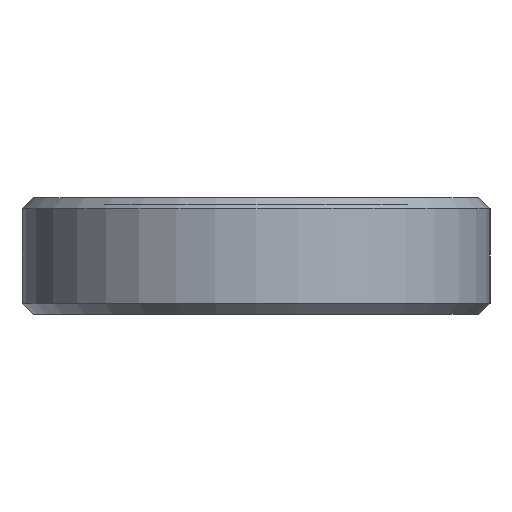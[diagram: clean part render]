
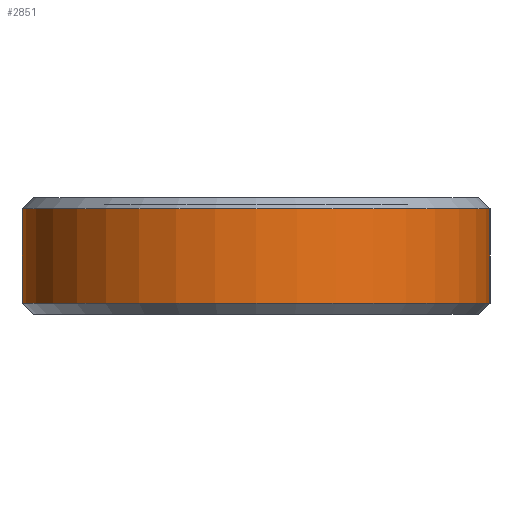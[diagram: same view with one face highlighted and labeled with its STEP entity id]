
A CAD part, left-side view. The second image highlights one B-rep face of the part: STEP entity #2851.
In plain terms, the highlighted cylindrical face has radius 6.25 mm (diameter 12.5 mm), a partial arc.
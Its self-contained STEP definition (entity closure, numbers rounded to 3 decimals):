
#45 = CONICAL_SURFACE('',#46,6.25,0.785);
#46 = AXIS2_PLACEMENT_3D('',#47,#48,#49);
#47 = CARTESIAN_POINT('',(0.,0.,0.3));
#48 = DIRECTION('',(0.,0.,1.));
#49 = DIRECTION('',(0.,1.,0.));
#1043 = VERTEX_POINT('',#1044);
#1044 = CARTESIAN_POINT('',(0.,6.25,0.3));
#1067 = VERTEX_POINT('',#1068);
#1068 = CARTESIAN_POINT('',(0.,-6.25,0.3));
#1089 = EDGE_CURVE('',#1043,#1067,#1090,.T.);
#1090 = SURFACE_CURVE('',#1091,(#1096,#1103),.PCURVE_S1.);
#1091 = CIRCLE('',#1092,6.25);
#1092 = AXIS2_PLACEMENT_3D('',#1093,#1094,#1095);
#1093 = CARTESIAN_POINT('',(0.,0.,0.3));
#1094 = DIRECTION('',(0.,-0.,1.));
#1095 = DIRECTION('',(0.,1.,0.));
#1096 = PCURVE('',#45,#1097);
#1097 = DEFINITIONAL_REPRESENTATION('',(#1098),#1102);
#1098 = LINE('',#1099,#1100);
#1099 = CARTESIAN_POINT('',(0.,0.));
#1100 = VECTOR('',#1101,1.);
#1101 = DIRECTION('',(1.,0.));
#1102 = ( GEOMETRIC_REPRESENTATION_CONTEXT(2) 
PARAMETRIC_REPRESENTATION_CONTEXT() REPRESENTATION_CONTEXT('2D SPACE',''
  ) );
#1103 = PCURVE('',#1104,#1109);
#1104 = CYLINDRICAL_SURFACE('',#1105,6.25);
#1105 = AXIS2_PLACEMENT_3D('',#1106,#1107,#1108);
#1106 = CARTESIAN_POINT('',(0.,0.,0.));
#1107 = DIRECTION('',(-0.,-0.,-1.));
#1108 = DIRECTION('',(1.,0.,0.));
#1109 = DEFINITIONAL_REPRESENTATION('',(#1110),#1114);
#1110 = LINE('',#1111,#1112);
#1111 = CARTESIAN_POINT('',(-1.571,-0.3));
#1112 = VECTOR('',#1113,1.);
#1113 = DIRECTION('',(-1.,0.));
#1114 = ( GEOMETRIC_REPRESENTATION_CONTEXT(2) 
PARAMETRIC_REPRESENTATION_CONTEXT() REPRESENTATION_CONTEXT('2D SPACE',''
  ) );
#1158 = PLANE('',#1159);
#1159 = AXIS2_PLACEMENT_3D('',#1160,#1161,#1162);
#1160 = CARTESIAN_POINT('',(0.,6.25,0.));
#1161 = DIRECTION('',(0.,1.,0.));
#1162 = DIRECTION('',(1.,0.,0.));
#1212 = PLANE('',#1213);
#1213 = AXIS2_PLACEMENT_3D('',#1214,#1215,#1216);
#1214 = CARTESIAN_POINT('',(0.,-6.25,0.));
#1215 = DIRECTION('',(0.,1.,0.));
#1216 = DIRECTION('',(1.,0.,0.));
#2851 = ADVANCED_FACE('',(#2852),#1104,.T.);
#2852 = FACE_BOUND('',#2853,.F.);
#2853 = EDGE_LOOP('',(#2854,#2877,#2906,#2927));
#2854 = ORIENTED_EDGE('',*,*,#2855,.T.);
#2855 = EDGE_CURVE('',#1043,#2856,#2858,.T.);
#2856 = VERTEX_POINT('',#2857);
#2857 = CARTESIAN_POINT('',(0.,6.25,2.825));
#2858 = SURFACE_CURVE('',#2859,(#2863,#2870),.PCURVE_S1.);
#2859 = LINE('',#2860,#2861);
#2860 = CARTESIAN_POINT('',(0.,6.25,0.));
#2861 = VECTOR('',#2862,1.);
#2862 = DIRECTION('',(0.,0.,1.));
#2863 = PCURVE('',#1104,#2864);
#2864 = DEFINITIONAL_REPRESENTATION('',(#2865),#2869);
#2865 = LINE('',#2866,#2867);
#2866 = CARTESIAN_POINT('',(-1.571,0.));
#2867 = VECTOR('',#2868,1.);
#2868 = DIRECTION('',(-0.,-1.));
#2869 = ( GEOMETRIC_REPRESENTATION_CONTEXT(2) 
PARAMETRIC_REPRESENTATION_CONTEXT() REPRESENTATION_CONTEXT('2D SPACE',''
  ) );
#2870 = PCURVE('',#1158,#2871);
#2871 = DEFINITIONAL_REPRESENTATION('',(#2872),#2876);
#2872 = LINE('',#2873,#2874);
#2873 = CARTESIAN_POINT('',(0.,0.));
#2874 = VECTOR('',#2875,1.);
#2875 = DIRECTION('',(0.,-1.));
#2876 = ( GEOMETRIC_REPRESENTATION_CONTEXT(2) 
PARAMETRIC_REPRESENTATION_CONTEXT() REPRESENTATION_CONTEXT('2D SPACE',''
  ) );
#2877 = ORIENTED_EDGE('',*,*,#2878,.T.);
#2878 = EDGE_CURVE('',#2856,#2879,#2881,.T.);
#2879 = VERTEX_POINT('',#2880);
#2880 = CARTESIAN_POINT('',(0.,-6.25,2.825));
#2881 = SURFACE_CURVE('',#2882,(#2887,#2894),.PCURVE_S1.);
#2882 = CIRCLE('',#2883,6.25);
#2883 = AXIS2_PLACEMENT_3D('',#2884,#2885,#2886);
#2884 = CARTESIAN_POINT('',(0.,0.,2.825));
#2885 = DIRECTION('',(0.,-0.,1.));
#2886 = DIRECTION('',(0.,1.,0.));
#2887 = PCURVE('',#1104,#2888);
#2888 = DEFINITIONAL_REPRESENTATION('',(#2889),#2893);
#2889 = LINE('',#2890,#2891);
#2890 = CARTESIAN_POINT('',(-1.571,-2.825));
#2891 = VECTOR('',#2892,1.);
#2892 = DIRECTION('',(-1.,0.));
#2893 = ( GEOMETRIC_REPRESENTATION_CONTEXT(2) 
PARAMETRIC_REPRESENTATION_CONTEXT() REPRESENTATION_CONTEXT('2D SPACE',''
  ) );
#2894 = PCURVE('',#2895,#2900);
#2895 = CONICAL_SURFACE('',#2896,6.25,0.785);
#2896 = AXIS2_PLACEMENT_3D('',#2897,#2898,#2899);
#2897 = CARTESIAN_POINT('',(0.,0.,2.825));
#2898 = DIRECTION('',(-0.,-0.,-1.));
#2899 = DIRECTION('',(0.,1.,0.));
#2900 = DEFINITIONAL_REPRESENTATION('',(#2901),#2905);
#2901 = LINE('',#2902,#2903);
#2902 = CARTESIAN_POINT('',(-0.,-0.));
#2903 = VECTOR('',#2904,1.);
#2904 = DIRECTION('',(-1.,-0.));
#2905 = ( GEOMETRIC_REPRESENTATION_CONTEXT(2) 
PARAMETRIC_REPRESENTATION_CONTEXT() REPRESENTATION_CONTEXT('2D SPACE',''
  ) );
#2906 = ORIENTED_EDGE('',*,*,#2907,.F.);
#2907 = EDGE_CURVE('',#1067,#2879,#2908,.T.);
#2908 = SURFACE_CURVE('',#2909,(#2913,#2920),.PCURVE_S1.);
#2909 = LINE('',#2910,#2911);
#2910 = CARTESIAN_POINT('',(0.,-6.25,0.));
#2911 = VECTOR('',#2912,1.);
#2912 = DIRECTION('',(0.,0.,1.));
#2913 = PCURVE('',#1104,#2914);
#2914 = DEFINITIONAL_REPRESENTATION('',(#2915),#2919);
#2915 = LINE('',#2916,#2917);
#2916 = CARTESIAN_POINT('',(-4.712,0.));
#2917 = VECTOR('',#2918,1.);
#2918 = DIRECTION('',(-0.,-1.));
#2919 = ( GEOMETRIC_REPRESENTATION_CONTEXT(2) 
PARAMETRIC_REPRESENTATION_CONTEXT() REPRESENTATION_CONTEXT('2D SPACE',''
  ) );
#2920 = PCURVE('',#1212,#2921);
#2921 = DEFINITIONAL_REPRESENTATION('',(#2922),#2926);
#2922 = LINE('',#2923,#2924);
#2923 = CARTESIAN_POINT('',(0.,0.));
#2924 = VECTOR('',#2925,1.);
#2925 = DIRECTION('',(0.,-1.));
#2926 = ( GEOMETRIC_REPRESENTATION_CONTEXT(2) 
PARAMETRIC_REPRESENTATION_CONTEXT() REPRESENTATION_CONTEXT('2D SPACE',''
  ) );
#2927 = ORIENTED_EDGE('',*,*,#1089,.F.);
